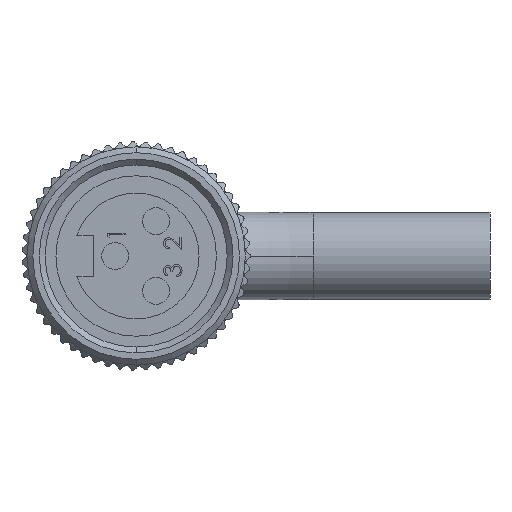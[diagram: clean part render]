
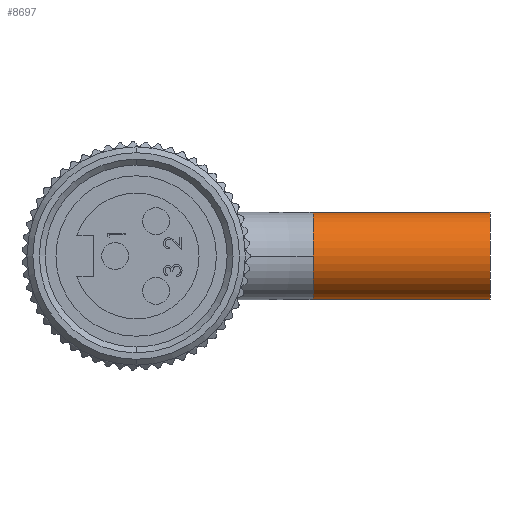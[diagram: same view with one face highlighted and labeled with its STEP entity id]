
A CAD part, left-side view. The second image highlights one B-rep face of the part: STEP entity #8697.
In plain terms, the highlighted cylindrical face has radius 4.955 mm (diameter 9.91 mm), a partial arc.
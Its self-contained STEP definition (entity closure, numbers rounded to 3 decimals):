
#170 = CIRCLE ( 'NONE', #13376, 4.955 ) ;
#232 = CARTESIAN_POINT ( 'NONE',  ( 71.88, -20., -4.955 ) ) ;
#653 = DIRECTION ( 'NONE',  ( 0., 0., -1. ) ) ;
#708 = CARTESIAN_POINT ( 'NONE',  ( 71.88, -40., 4.955 ) ) ;
#903 = CARTESIAN_POINT ( 'NONE',  ( 71.88, -20., 0. ) ) ;
#1243 = CARTESIAN_POINT ( 'NONE',  ( 71.88, -20., 0. ) ) ;
#1489 = VECTOR ( 'NONE', #16974, 1000. ) ;
#2191 = ORIENTED_EDGE ( 'NONE', *, *, #11491, .F. ) ;
#2387 = AXIS2_PLACEMENT_3D ( 'NONE', #903, #11967, #2496 ) ;
#2496 = DIRECTION ( 'NONE',  ( 0., 0., -1. ) ) ;
#2816 = DIRECTION ( 'NONE',  ( 0., -1., 0. ) ) ;
#2838 = VERTEX_POINT ( 'NONE', #708 ) ;
#2891 = EDGE_CURVE ( 'NONE', #18332, #17884, #6196, .T. ) ;
#3699 = EDGE_CURVE ( 'NONE', #17884, #9501, #9383, .T. ) ;
#3892 = AXIS2_PLACEMENT_3D ( 'NONE', #1243, #2816, #13776 ) ;
#4899 = CYLINDRICAL_SURFACE ( 'NONE', #3892, 4.955 ) ;
#5178 = CARTESIAN_POINT ( 'NONE',  ( 71.88, -20., 0. ) ) ;
#6183 = EDGE_CURVE ( 'NONE', #2838, #9501, #11066, .T. ) ;
#6196 = CIRCLE ( 'NONE', #2387, 4.955 ) ;
#6297 = ORIENTED_EDGE ( 'NONE', *, *, #2891, .T. ) ;
#6787 = DIRECTION ( 'NONE',  ( 0., 0., -1. ) ) ;
#7184 = VERTEX_POINT ( 'NONE', #7737 ) ;
#7737 = CARTESIAN_POINT ( 'NONE',  ( 71.88, -20., 4.955 ) ) ;
#7777 = CARTESIAN_POINT ( 'NONE',  ( 71.88, -20., -4.955 ) ) ;
#7902 = EDGE_LOOP ( 'NONE', ( #2191, #8530, #6297, #14709, #16528 ) ) ;
#8530 = ORIENTED_EDGE ( 'NONE', *, *, #18404, .T. ) ;
#8697 = ADVANCED_FACE ( 'NONE', ( #17227 ), #4899, .T. ) ;
#9002 = DIRECTION ( 'NONE',  ( 0., -1., 0. ) ) ;
#9266 = VECTOR ( 'NONE', #9002, 1000. ) ;
#9383 = LINE ( 'NONE', #7777, #1489 ) ;
#9501 = VERTEX_POINT ( 'NONE', #16368 ) ;
#10104 = DIRECTION ( 'NONE',  ( 0., -1., 0. ) ) ;
#11066 = CIRCLE ( 'NONE', #12941, 4.955 ) ;
#11491 = EDGE_CURVE ( 'NONE', #7184, #2838, #16921, .T. ) ;
#11967 = DIRECTION ( 'NONE',  ( 0., -1., 0. ) ) ;
#12941 = AXIS2_PLACEMENT_3D ( 'NONE', #19204, #10104, #653 ) ;
#13376 = AXIS2_PLACEMENT_3D ( 'NONE', #5178, #16007, #6787 ) ;
#13776 = DIRECTION ( 'NONE',  ( 0., 0., -1. ) ) ;
#14350 = CARTESIAN_POINT ( 'NONE',  ( 66.925, -20., 0. ) ) ;
#14709 = ORIENTED_EDGE ( 'NONE', *, *, #3699, .T. ) ;
#16007 = DIRECTION ( 'NONE',  ( 0., -1., 0. ) ) ;
#16368 = CARTESIAN_POINT ( 'NONE',  ( 71.88, -40., -4.955 ) ) ;
#16528 = ORIENTED_EDGE ( 'NONE', *, *, #6183, .F. ) ;
#16921 = LINE ( 'NONE', #18148, #9266 ) ;
#16974 = DIRECTION ( 'NONE',  ( 0., -1., 0. ) ) ;
#17227 = FACE_OUTER_BOUND ( 'NONE', #7902, .T. ) ;
#17884 = VERTEX_POINT ( 'NONE', #232 ) ;
#18148 = CARTESIAN_POINT ( 'NONE',  ( 71.88, -20., 4.955 ) ) ;
#18332 = VERTEX_POINT ( 'NONE', #14350 ) ;
#18404 = EDGE_CURVE ( 'NONE', #7184, #18332, #170, .T. ) ;
#19204 = CARTESIAN_POINT ( 'NONE',  ( 71.88, -40., 0. ) ) ;
